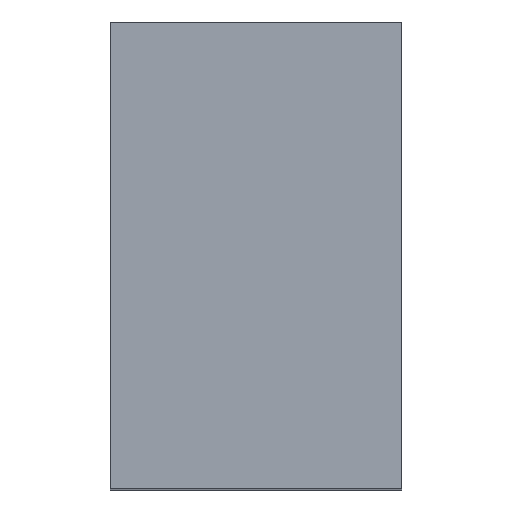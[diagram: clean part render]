
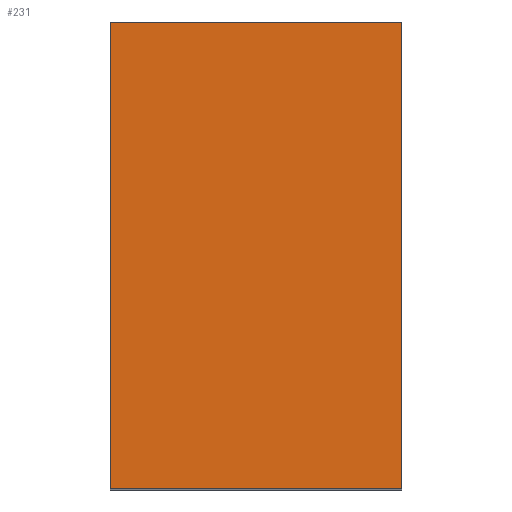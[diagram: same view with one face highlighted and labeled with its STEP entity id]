
A CAD part, top view. The second image highlights one B-rep face of the part: STEP entity #231.
In plain terms, the highlighted planar face has unit normal (0, 0, 1).
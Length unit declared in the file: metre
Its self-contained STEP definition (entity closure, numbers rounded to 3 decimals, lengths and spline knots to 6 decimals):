
#8 = ORIENTED_EDGE ( 'NONE', *, *, #458, .F. ) ;
#74 = EDGE_LOOP ( 'NONE', ( #154, #524, #8, #581 ) ) ;
#94 = DIRECTION ( 'NONE',  ( -1., 0., 0. ) ) ;
#105 = VECTOR ( 'NONE', #326, 1. ) ;
#117 = EDGE_CURVE ( 'NONE', #691, #592, #312, .T. ) ;
#122 = EDGE_CURVE ( 'NONE', #246, #705, #546, .T. ) ;
#144 = PLANE ( 'NONE',  #254 ) ;
#154 = ORIENTED_EDGE ( 'NONE', *, *, #704, .T. ) ;
#155 = CARTESIAN_POINT ( 'NONE',  ( 0., -0.034, 0.065 ) ) ;
#195 = CARTESIAN_POINT ( 'NONE',  ( 0.05, -0.034, 0.065 ) ) ;
#231 = ADVANCED_FACE ( 'NONE', ( #717 ), #144, .F. ) ;
#246 = VERTEX_POINT ( 'NONE', #558 ) ;
#254 = AXIS2_PLACEMENT_3D ( 'NONE', #373, #598, #320 ) ;
#266 = LINE ( 'NONE', #381, #105 ) ;
#287 = CARTESIAN_POINT ( 'NONE',  ( 0.05, 0.046, 0.065 ) ) ;
#292 = DIRECTION ( 'NONE',  ( 0., -1., 0. ) ) ;
#312 = LINE ( 'NONE', #362, #739 ) ;
#320 = DIRECTION ( 'NONE',  ( 0., -1., 0. ) ) ;
#326 = DIRECTION ( 'NONE',  ( 0., -1., 0. ) ) ;
#362 = CARTESIAN_POINT ( 'NONE',  ( 0.05, 0.046, 0.065 ) ) ;
#373 = CARTESIAN_POINT ( 'NONE',  ( 0.05, 0.046, 0.065 ) ) ;
#381 = CARTESIAN_POINT ( 'NONE',  ( 0., 0.046, 0.065 ) ) ;
#409 = VECTOR ( 'NONE', #425, 1. ) ;
#425 = DIRECTION ( 'NONE',  ( -1., 0., 0. ) ) ;
#458 = EDGE_CURVE ( 'NONE', #691, #246, #570, .T. ) ;
#524 = ORIENTED_EDGE ( 'NONE', *, *, #122, .F. ) ;
#527 = CARTESIAN_POINT ( 'NONE',  ( 0., 0.046, 0.065 ) ) ;
#546 = LINE ( 'NONE', #195, #409 ) ;
#558 = CARTESIAN_POINT ( 'NONE',  ( 0.05, -0.034, 0.065 ) ) ;
#566 = VECTOR ( 'NONE', #292, 1. ) ;
#570 = LINE ( 'NONE', #287, #566 ) ;
#581 = ORIENTED_EDGE ( 'NONE', *, *, #117, .T. ) ;
#592 = VERTEX_POINT ( 'NONE', #527 ) ;
#598 = DIRECTION ( 'NONE',  ( 0., 0., -1. ) ) ;
#614 = CARTESIAN_POINT ( 'NONE',  ( 0.05, 0.046, 0.065 ) ) ;
#691 = VERTEX_POINT ( 'NONE', #614 ) ;
#704 = EDGE_CURVE ( 'NONE', #592, #705, #266, .T. ) ;
#705 = VERTEX_POINT ( 'NONE', #155 ) ;
#717 = FACE_OUTER_BOUND ( 'NONE', #74, .T. ) ;
#739 = VECTOR ( 'NONE', #94, 1. ) ;
